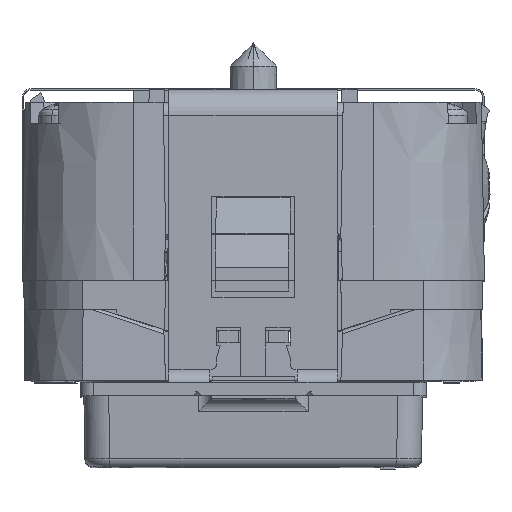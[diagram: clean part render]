
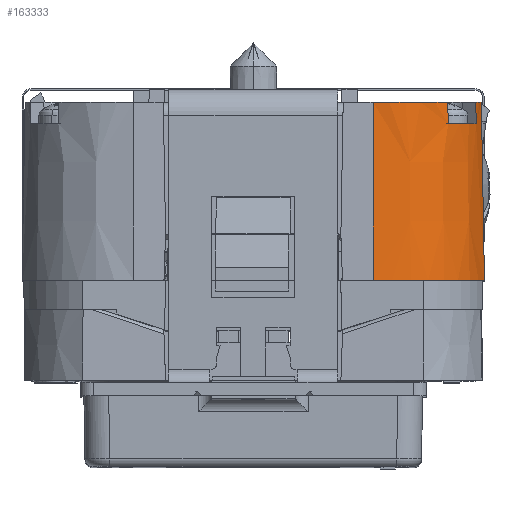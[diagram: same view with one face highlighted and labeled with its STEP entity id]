
A CAD part, top view. The second image highlights one B-rep face of the part: STEP entity #163333.
In plain terms, the highlighted conical face has half-angle 1 degrees and reference radius 10.706 mm.
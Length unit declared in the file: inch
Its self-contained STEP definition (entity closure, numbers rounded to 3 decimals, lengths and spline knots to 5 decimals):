
#1678 = CARTESIAN_POINT ( 'NONE',  ( -0.35291, 0.19293, 2.64055 ) ) ;
#7826 = CONICAL_SURFACE ( 'NONE', #213321, 0.4215, 0.017 ) ;
#8245 = DIRECTION ( 'NONE',  ( 0., 1., -0.017 ) ) ;
#8717 = DIRECTION ( 'NONE',  ( 0., 0., -1. ) ) ;
#15411 = CARTESIAN_POINT ( 'NONE',  ( -0.35291, 0.19293, 2.64055 ) ) ;
#23565 = CIRCLE ( 'NONE', #334430, 0.4229 ) ;
#26485 = VERTEX_POINT ( 'NONE', #139456 ) ;
#29424 = CIRCLE ( 'NONE', #287668, 0.4215 ) ;
#33653 = VERTEX_POINT ( 'NONE', #338488 ) ;
#34763 = EDGE_CURVE ( 'NONE', #236495, #224580, #152557, .T. ) ;
#51290 = CARTESIAN_POINT ( 'NONE',  ( -0.2459, 0.16626, 2.48971 ) ) ;
#52655 = VERTEX_POINT ( 'NONE', #290572 ) ;
#55657 = CARTESIAN_POINT ( 'NONE',  ( -0.21386, -0.48107, 2.42709 ) ) ;
#59770 = LINE ( 'NONE', #252821, #131183 ) ;
#75029 = DIRECTION ( 'NONE',  ( 0., -1., 0. ) ) ;
#76434 = AXIS2_PLACEMENT_3D ( 'NONE', #236055, #210284, #98088 ) ;
#83214 = CARTESIAN_POINT ( 'NONE',  ( -0.2217, -0.03174, 2.42617 ) ) ;
#84353 = CARTESIAN_POINT ( 'NONE',  ( -0.35156, 0.1396, 2.64059 ) ) ;
#86195 = CARTESIAN_POINT ( 'NONE',  ( -0.35089, 0.11293, 2.6406 ) ) ;
#98088 = DIRECTION ( 'NONE',  ( 0., 0., -1. ) ) ;
#104789 = DIRECTION ( 'NONE',  ( 0., 0., -1. ) ) ;
#113350 = ORIENTED_EDGE ( 'NONE', *, *, #114283, .F. ) ;
#114283 = EDGE_CURVE ( 'NONE', #52655, #264270, #331694, .T. ) ;
#114765 = CARTESIAN_POINT ( 'NONE',  ( -0.21386, -0.48107, 2.42709 ) ) ;
#116192 = B_SPLINE_CURVE_WITH_KNOTS ( 'NONE', 3,
 ( #1678, #282907, #84353, #86195 ),
 .UNSPECIFIED., .F., .F.,
 ( 4, 4 ),
 ( 0.01225, 0.01428 ),
 .UNSPECIFIED. ) ;
#125511 = EDGE_CURVE ( 'NONE', #264270, #183499, #116192, .T. ) ;
#127460 = ORIENTED_EDGE ( 'NONE', *, *, #125511, .F. ) ;
#128636 = EDGE_LOOP ( 'NONE', ( #163992, #204390, #127460, #113350, #320909, #194242, #277438, #244359 ) ) ;
#131183 = VECTOR ( 'NONE', #8245, 39.37008 ) ;
#138522 = CARTESIAN_POINT ( 'NONE',  ( -0.22562, 0.19293, 2.42571 ) ) ;
#139200 = CARTESIAN_POINT ( 'NONE',  ( -0.63562, 0.11293, 2.32793 ) ) ;
#139456 = CARTESIAN_POINT ( 'NONE',  ( -0.24558, 0.11293, 2.49135 ) ) ;
#144014 = AXIS2_PLACEMENT_3D ( 'NONE', #286295, #260545, #8717 ) ;
#152557 = B_SPLINE_CURVE_WITH_KNOTS ( 'NONE', 3,
 ( #138522, #83214, #195454, #55657 ),
 .UNSPECIFIED., .F., .F.,
 ( 4, 4 ),
 ( 0., 0.01712 ),
 .UNSPECIFIED. ) ;
#152706 = CARTESIAN_POINT ( 'NONE',  ( -0.24574, 0.1396, 2.49053 ) ) ;
#154216 = CARTESIAN_POINT ( 'NONE',  ( -0.63562, 0.19293, 2.32793 ) ) ;
#159878 = CARTESIAN_POINT ( 'NONE',  ( -0.24607, 0.19293, 2.48889 ) ) ;
#163333 = ADVANCED_FACE ( 'NONE', ( #292047 ), #7826, .T. ) ;
#163992 = ORIENTED_EDGE ( 'NONE', *, *, #196106, .F. ) ;
#183499 = VERTEX_POINT ( 'NONE', #323251 ) ;
#188717 = EDGE_CURVE ( 'NONE', #33653, #236495, #29424, .T. ) ;
#191214 = DIRECTION ( 'NONE',  ( 0., 1., 0. ) ) ;
#192557 = DIRECTION ( 'NONE',  ( 0., 0., -1. ) ) ;
#194242 = ORIENTED_EDGE ( 'NONE', *, *, #201562, .F. ) ;
#195454 = CARTESIAN_POINT ( 'NONE',  ( -0.21778, -0.2564, 2.42663 ) ) ;
#196106 = EDGE_CURVE ( 'NONE', #26485, #33653, #344384, .T. ) ;
#201562 = EDGE_CURVE ( 'NONE', #224580, #285183, #323006, .T. ) ;
#204390 = ORIENTED_EDGE ( 'NONE', *, *, #294679, .F. ) ;
#210284 = DIRECTION ( 'NONE',  ( 0., -1., 0. ) ) ;
#213321 = AXIS2_PLACEMENT_3D ( 'NONE', #154216, #75029, #222062 ) ;
#222062 = DIRECTION ( 'NONE',  ( 0., 0., -1. ) ) ;
#224580 = VERTEX_POINT ( 'NONE', #114765 ) ;
#235261 = CARTESIAN_POINT ( 'NONE',  ( -0.63562, -0.48107, 2.76119 ) ) ;
#236055 = CARTESIAN_POINT ( 'NONE',  ( -0.63562, -0.48107, 2.32793 ) ) ;
#236495 = VERTEX_POINT ( 'NONE', #311168 ) ;
#244359 = ORIENTED_EDGE ( 'NONE', *, *, #188717, .F. ) ;
#252821 = CARTESIAN_POINT ( 'NONE',  ( -0.63562, 0.19293, 2.74943 ) ) ;
#260545 = DIRECTION ( 'NONE',  ( 0., 1., 0. ) ) ;
#264270 = VERTEX_POINT ( 'NONE', #15411 ) ;
#277438 = ORIENTED_EDGE ( 'NONE', *, *, #34763, .F. ) ;
#282907 = CARTESIAN_POINT ( 'NONE',  ( -0.35223, 0.16626, 2.64057 ) ) ;
#285183 = VERTEX_POINT ( 'NONE', #235261 ) ;
#286295 = CARTESIAN_POINT ( 'NONE',  ( -0.63562, 0.19293, 2.32793 ) ) ;
#287668 = AXIS2_PLACEMENT_3D ( 'NONE', #360083, #191214, #104789 ) ;
#290572 = CARTESIAN_POINT ( 'NONE',  ( -0.63562, 0.19293, 2.74943 ) ) ;
#292047 = FACE_OUTER_BOUND ( 'NONE', #128636, .T. ) ;
#292299 = CARTESIAN_POINT ( 'NONE',  ( -0.24558, 0.11293, 2.49135 ) ) ;
#294679 = EDGE_CURVE ( 'NONE', #183499, #26485, #23565, .T. ) ;
#311168 = CARTESIAN_POINT ( 'NONE',  ( -0.22562, 0.19293, 2.42571 ) ) ;
#320909 = ORIENTED_EDGE ( 'NONE', *, *, #358972, .F. ) ;
#323006 = CIRCLE ( 'NONE', #76434, 0.43326 ) ;
#323251 = CARTESIAN_POINT ( 'NONE',  ( -0.35089, 0.11293, 2.6406 ) ) ;
#331694 = CIRCLE ( 'NONE', #144014, 0.4215 ) ;
#333833 = DIRECTION ( 'NONE',  ( 0., 1., 0. ) ) ;
#334430 = AXIS2_PLACEMENT_3D ( 'NONE', #139200, #333833, #192557 ) ;
#338488 = CARTESIAN_POINT ( 'NONE',  ( -0.24607, 0.19293, 2.48889 ) ) ;
#344384 = B_SPLINE_CURVE_WITH_KNOTS ( 'NONE', 3,
 ( #292299, #152706, #51290, #159878 ),
 .UNSPECIFIED., .F., .F.,
 ( 4, 4 ),
 ( 0.01226, 0.01429 ),
 .UNSPECIFIED. ) ;
#358972 = EDGE_CURVE ( 'NONE', #285183, #52655, #59770, .T. ) ;
#360083 = CARTESIAN_POINT ( 'NONE',  ( -0.63562, 0.19293, 2.32793 ) ) ;
